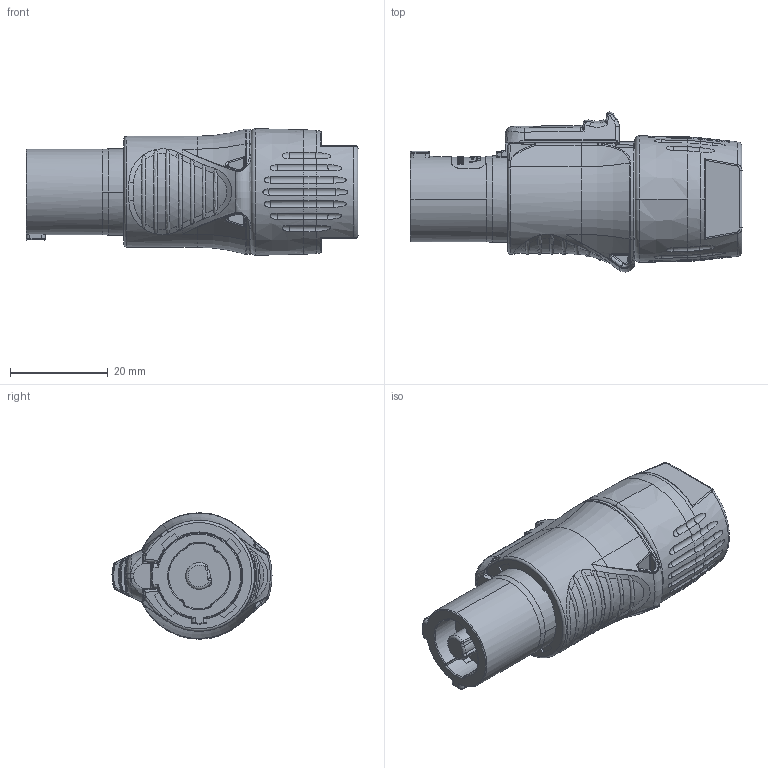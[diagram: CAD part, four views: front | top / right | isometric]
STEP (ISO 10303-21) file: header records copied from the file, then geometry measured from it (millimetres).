
FILE_DESCRIPTION((''),'2;1');
FILE_NAME('RCAC3O-G-000-0','2021-01-07T14:10:41',('phk'),(''),'CREO PARAMETRIC BY PTC INC, 2019080','CREO PARAMETRIC BY PTC INC, 2019080','');
FILE_SCHEMA(('CONFIG_CONTROL_DESIGN'));
Products named in the file (1): RCAC3O-G-000-0
Bounding box: 68.1 x 32.82 x 25.96 mm (x, y, z)
Volume: 26665.8 mm3; surface area: 7620.7 mm2
Topology: 1 solids, 5 shells, 1035 faces, 2700 edges, 1692 vertices
Faces by surface type: bspline 284, cylinder 233, plane 212, extrusion 131, torus 102, cone 58, sphere 15
Entity records: 45232 total; most frequent: CARTESIAN_POINT 22715, ORIENTED_EDGE 5400, DIRECTION 3619, EDGE_CURVE 2700, VERTEX_POINT 1692, AXIS2_PLACEMENT_3D 1378, B_SPLINE_CURVE_WITH_KNOTS 1341, EDGE_LOOP 1066
